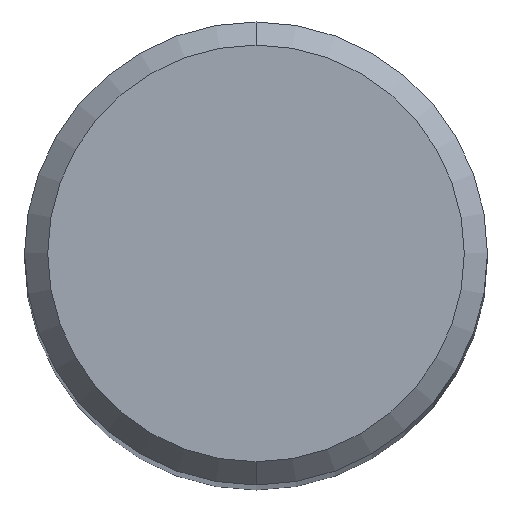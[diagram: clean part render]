
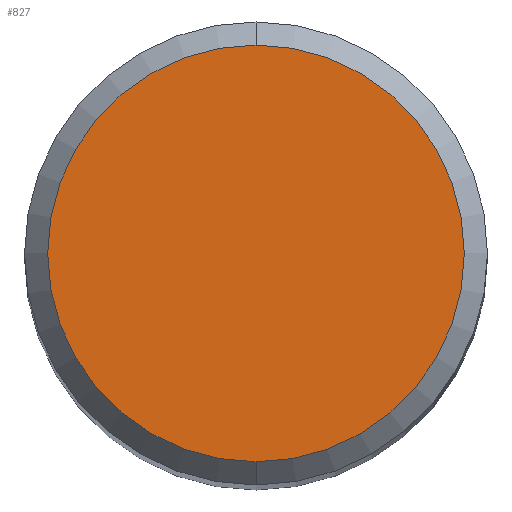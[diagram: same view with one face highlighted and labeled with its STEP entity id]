
A CAD part, top view. The second image highlights one B-rep face of the part: STEP entity #827.
In plain terms, the highlighted planar face has unit normal (0, 0, 1).
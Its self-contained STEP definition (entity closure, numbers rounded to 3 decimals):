
#417=VERTEX_POINT('',#1061);
#827=ADVANCED_FACE('',(#1506),#1507,.T.);
#845=VERTEX_POINT('',#1525);
#907=EDGE_CURVE('',#845,#417,#1595,.T.);
#939=EDGE_CURVE('',#417,#845,#1631,.T.);
#1061=CARTESIAN_POINT('',(0.,-3.6,0.0));
#1506=FACE_OUTER_BOUND('',#7545,.T.);
#1507=PLANE('',#7546);
#1525=CARTESIAN_POINT('',(0.0,3.6,0.0));
#1595=CIRCLE('',#7859,3.6);
#1631=CIRCLE('',#9107,3.6);
#7545=EDGE_LOOP('',(#9850,#9851));
#7546=AXIS2_PLACEMENT_3D('',#9852,#9853,#9854);
#7859=AXIS2_PLACEMENT_3D('',#9937,#9938,#9939);
#9107=AXIS2_PLACEMENT_3D('',#9981,#9982,#9983);
#9850=ORIENTED_EDGE('',*,*,#907,.F.);
#9851=ORIENTED_EDGE('',*,*,#939,.F.);
#9852=CARTESIAN_POINT('',(0.0,1.8,0.0));
#9853=DIRECTION('',(-0.0,0.0,1.0));
#9854=DIRECTION('',(0.0,-1.0,0.0));
#9937=CARTESIAN_POINT('',(0.0,0.0,0.0));
#9938=DIRECTION('',(0.0,0.0,-1.0));
#9939=DIRECTION('',(0.0,1.0,0.0));
#9981=CARTESIAN_POINT('',(0.0,0.0,0.0));
#9982=DIRECTION('',(0.0,0.0,-1.0));
#9983=DIRECTION('',(0.0,1.0,0.0));
